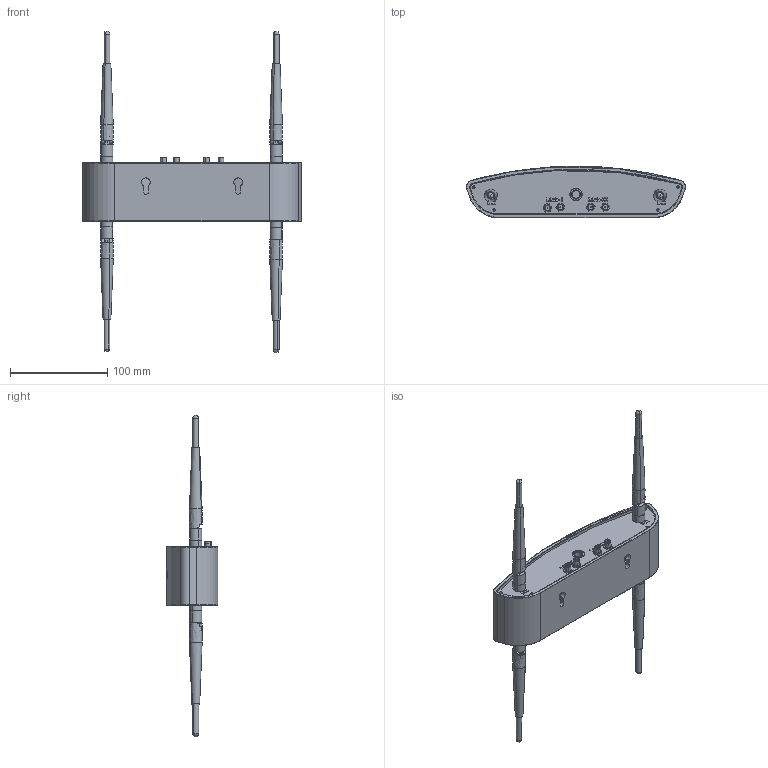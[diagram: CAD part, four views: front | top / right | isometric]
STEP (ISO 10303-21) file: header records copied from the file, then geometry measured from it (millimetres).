
FILE_DESCRIPTION(('none'),'2,1');
FILE_NAME('','Thu Sep 05 11:19:22 2019',('Unknown author'),(''),'HOOPS Exchange','Windows','Unknown authorisation');
FILE_SCHEMA( ('AUTOMOTIVE_DESIGN { 1 0 10303 214 1 1 1 1 }') );
Length unit declared in the file: millimetre
Products named in the file (53): 568329-02; 568333-01; 568331-01; 554481_1-01; 568335-01; 568339-02; 568337-01; PRODUCT_NAME_9; 568339_10-01; 55442900-01; 568341b-02; 568341_10-01; 568341_20-01; 568341_30-02; 55441700-01; 55441600-01; 568341a-04; 568341_30a-02; 568341c-02; 568341_30c-02; 568341d-02; 568341_30d-02
Assembly tree (52 placements, depth 3):
  568329-02
    568333-01
      568331-01
      554481_1-01
    568335-01
    568339-02
      568337-01
      PRODUCT_NAME_9
      568339_10-01
    55442900-01
    568341b-02
      568341_10-01
      568341_20-01
      568341_30-02
      55441700-01
      55441600-01
      568341_10-01
      55441600-01
      55441700-01
      568341_20-01
    568341a-04
      568341_10-01
      568341_20-01
      568341_30a-02
      55441700-01
      55441600-01
      568341_10-01
      55441600-01
      55441700-01
      568341_20-01
    568341c-02
      568341_10-01
      568341_20-01
      568341_30c-02
      55441700-01
      55441600-01
      568341_10-01
      55441600-01
      55441700-01
      568341_20-01
    568341d-02
      568341_10-01
      568341_20-01
      568341_30d-02
      55441700-01
      55441600-01
      568341_10-01
      55441600-01
      55441700-01
      568341_20-01
    55442900-01
    55442900-01
    55442900-01
Bounding box: 225 x 53.15 x 331 mm (x, y, z)
Volume: 217710.7 mm3; surface area: 124888 mm2
Topology: 66 solids, 66 shells, 1231 faces, 3034 edges, 1981 vertices
Faces by surface type: bspline 1231
Entity records: 41754 total; most frequent: CARTESIAN_POINT 22584, ORIENTED_EDGE 6020, EDGE_CURVE 3010, B_SPLINE_CURVE_WITH_KNOTS 2172, VERTEX_POINT 1981, EDGE_LOOP 1365, FACE_BOUND 1365, ADVANCED_FACE 1231
